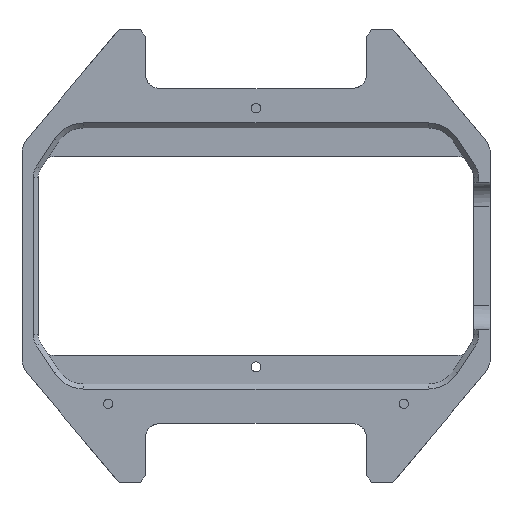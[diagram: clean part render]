
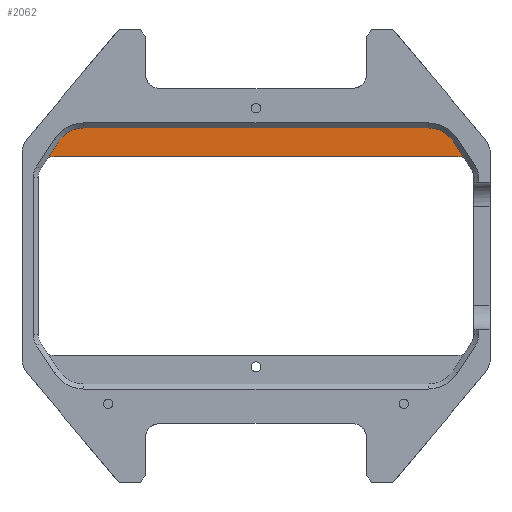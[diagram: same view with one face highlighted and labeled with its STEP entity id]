
A CAD part, front view. The second image highlights one B-rep face of the part: STEP entity #2062.
In plain terms, the highlighted planar face has unit normal (0, -1, 0).
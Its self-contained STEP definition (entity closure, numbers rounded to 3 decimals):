
#83=PLANE('',#2250);
#175=FACE_OUTER_BOUND('',#294,.T.);
#294=EDGE_LOOP('',(#1673,#1674,#1675,#1676,#1677,#1678,#1679,#1680));
#473=LINE('',#3284,#691);
#477=LINE('',#3297,#695);
#482=LINE('',#3318,#700);
#483=LINE('',#3320,#701);
#691=VECTOR('',#2617,10.);
#695=VECTOR('',#2631,10.);
#700=VECTOR('',#2654,10.);
#701=VECTOR('',#2657,10.);
#846=CIRCLE('',#2235,3.);
#850=CIRCLE('',#2243,3.);
#855=CIRCLE('',#2251,2.1);
#856=CIRCLE('',#2252,2.1);
#992=VERTEX_POINT('',#3274);
#993=VERTEX_POINT('',#3276);
#995=VERTEX_POINT('',#3282);
#998=VERTEX_POINT('',#3294);
#999=VERTEX_POINT('',#3296);
#1000=VERTEX_POINT('',#3300);
#1005=VERTEX_POINT('',#3316);
#1006=VERTEX_POINT('',#3317);
#1230=EDGE_CURVE('',#992,#993,#846,.T.);
#1234=EDGE_CURVE('',#995,#992,#473,.T.);
#1241=EDGE_CURVE('',#998,#999,#477,.T.);
#1244=EDGE_CURVE('',#1000,#998,#850,.T.);
#1251=EDGE_CURVE('',#1005,#1006,#482,.T.);
#1252=EDGE_CURVE('',#999,#1005,#855,.T.);
#1253=EDGE_CURVE('',#1000,#993,#483,.T.);
#1254=EDGE_CURVE('',#1006,#995,#856,.T.);
#1673=ORIENTED_EDGE('',*,*,#1251,.F.);
#1674=ORIENTED_EDGE('',*,*,#1252,.F.);
#1675=ORIENTED_EDGE('',*,*,#1241,.F.);
#1676=ORIENTED_EDGE('',*,*,#1244,.F.);
#1677=ORIENTED_EDGE('',*,*,#1253,.T.);
#1678=ORIENTED_EDGE('',*,*,#1230,.F.);
#1679=ORIENTED_EDGE('',*,*,#1234,.F.);
#1680=ORIENTED_EDGE('',*,*,#1254,.F.);
#2062=ADVANCED_FACE('',(#175),#83,.F.);
#2235=AXIS2_PLACEMENT_3D('',#3277,#2610,#2611);
#2243=AXIS2_PLACEMENT_3D('',#3302,#2636,#2637);
#2250=AXIS2_PLACEMENT_3D('',#3315,#2652,#2653);
#2251=AXIS2_PLACEMENT_3D('',#3319,#2655,#2656);
#2252=AXIS2_PLACEMENT_3D('',#3321,#2658,#2659);
#2610=DIRECTION('center_axis',(0.,1.,0.));
#2611=DIRECTION('ref_axis',(-0.834,0.,0.551));
#2617=DIRECTION('',(0.551,0.,0.834));
#2631=DIRECTION('',(0.551,0.,-0.834));
#2636=DIRECTION('center_axis',(0.,1.,0.));
#2637=DIRECTION('ref_axis',(0.834,0.,0.551));
#2652=DIRECTION('center_axis',(0.,1.,0.));
#2653=DIRECTION('ref_axis',(0.,0.,1.));
#2654=DIRECTION('',(-1.,0.,0.));
#2655=DIRECTION('center_axis',(0.,-1.,0.));
#2656=DIRECTION('ref_axis',(0.,0.,1.));
#2657=DIRECTION('',(-1.,0.,0.));
#2658=DIRECTION('center_axis',(0.,-1.,0.));
#2659=DIRECTION('ref_axis',(-1.,0.,0.));
#3274=CARTESIAN_POINT('',(-20.003,0.,11.654));
#3276=CARTESIAN_POINT('',(-17.5,0.,13.));
#3277=CARTESIAN_POINT('Origin',(-17.5,0.,10.));
#3282=CARTESIAN_POINT('',(-21.085,0.,10.017));
#3284=CARTESIAN_POINT('',(-21.032,0.,10.097));
#3294=CARTESIAN_POINT('',(20.003,0.,11.654));
#3296=CARTESIAN_POINT('',(21.085,0.,10.017));
#3297=CARTESIAN_POINT('',(20.116,0.,11.483));
#3300=CARTESIAN_POINT('',(17.5,0.,13.));
#3302=CARTESIAN_POINT('Origin',(17.5,0.,10.));
#3315=CARTESIAN_POINT('Origin',(0.,0.,0.));
#3316=CARTESIAN_POINT('',(20.5,0.,10.1));
#3317=CARTESIAN_POINT('',(-20.5,0.,10.1));
#3318=CARTESIAN_POINT('',(-20.5,0.,10.1));
#3319=CARTESIAN_POINT('Origin',(20.5,0.,8.));
#3320=CARTESIAN_POINT('',(-8.75,0.,13.));
#3321=CARTESIAN_POINT('Origin',(-20.5,0.,8.));
